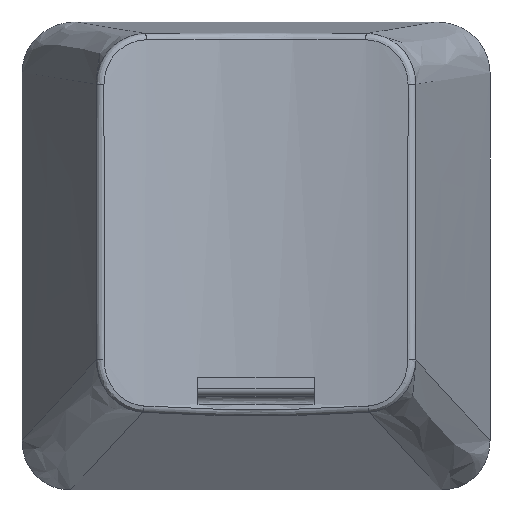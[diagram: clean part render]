
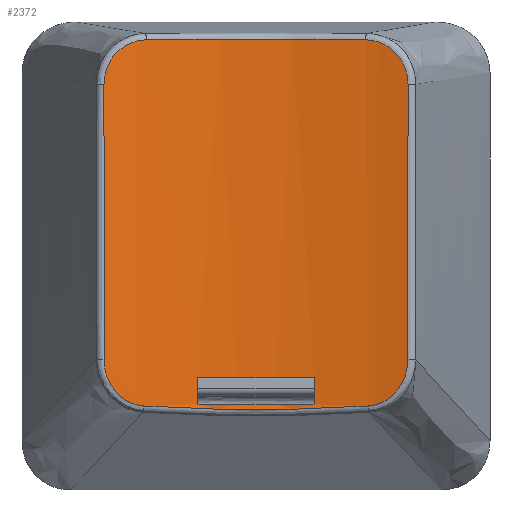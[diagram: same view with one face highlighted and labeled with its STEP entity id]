
A CAD part, top view. The second image highlights one B-rep face of the part: STEP entity #2372.
In plain terms, the highlighted cylindrical face has radius 22.493 mm (diameter 44.986 mm), a partial arc.
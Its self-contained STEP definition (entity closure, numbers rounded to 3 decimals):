
#43=FACE_BOUND('',#418,.T.);
#67=CIRCLE('',#2568,22.493);
#68=CIRCLE('',#2569,22.493);
#144=B_SPLINE_CURVE_WITH_KNOTS('',3,(#4157,#4158,#4159,#4160),
 .UNSPECIFIED.,.F.,.F.,(4,4),(-1.069,0.),.UNSPECIFIED.);
#152=B_SPLINE_CURVE_WITH_KNOTS('',3,(#4304,#4305,#4306,#4307),
 .UNSPECIFIED.,.F.,.F.,(4,4),(-1.069,0.),.UNSPECIFIED.);
#153=B_SPLINE_CURVE_WITH_KNOTS('',3,(#4313,#4314,#4315,#4316,#4317),
 .UNSPECIFIED.,.F.,.F.,(4,1,4),(0.,0.151,
0.264),.UNSPECIFIED.);
#154=B_SPLINE_CURVE_WITH_KNOTS('',3,(#4319,#4320,#4321,#4322,#4323),
 .UNSPECIFIED.,.F.,.F.,(4,1,4),(0.,0.116,0.271),
 .UNSPECIFIED.);
#155=B_SPLINE_CURVE_WITH_KNOTS('',3,(#4326,#4327,#4328,#4329,#4330),
 .UNSPECIFIED.,.F.,.F.,(4,1,4),(0.,0.116,0.271),
 .UNSPECIFIED.);
#156=B_SPLINE_CURVE_WITH_KNOTS('',3,(#4331,#4332,#4333,#4334,#4335),
 .UNSPECIFIED.,.F.,.F.,(4,1,4),(0.,0.113,0.264),
 .UNSPECIFIED.);
#199=CYLINDRICAL_SURFACE('',#2565,22.493);
#282=FACE_OUTER_BOUND('',#417,.T.);
#417=EDGE_LOOP('',(#1856,#1857,#1858,#1859,#1860,#1861,#1862,#1863));
#418=EDGE_LOOP('',(#1864,#1865,#1866,#1867));
#595=LINE('',#4340,#779);
#596=LINE('',#4343,#780);
#779=VECTOR('',#2987,10.);
#780=VECTOR('',#2990,10.);
#889=ELLIPSE('',#2566,23.506,22.493);
#890=ELLIPSE('',#2567,22.582,22.493);
#1049=VERTEX_POINT('',#4155);
#1050=VERTEX_POINT('',#4156);
#1058=VERTEX_POINT('',#4301);
#1059=VERTEX_POINT('',#4303);
#1060=VERTEX_POINT('',#4310);
#1061=VERTEX_POINT('',#4311);
#1062=VERTEX_POINT('',#4318);
#1063=VERTEX_POINT('',#4324);
#1064=VERTEX_POINT('',#4336);
#1065=VERTEX_POINT('',#4337);
#1066=VERTEX_POINT('',#4339);
#1067=VERTEX_POINT('',#4341);
#1350=EDGE_CURVE('',#1049,#1050,#144,.T.);
#1362=EDGE_CURVE('',#1058,#1059,#152,.T.);
#1364=EDGE_CURVE('',#1060,#1061,#889,.T.);
#1365=EDGE_CURVE('',#1050,#1060,#153,.T.);
#1366=EDGE_CURVE('',#1062,#1049,#154,.T.);
#1367=EDGE_CURVE('',#1063,#1062,#890,.T.);
#1368=EDGE_CURVE('',#1059,#1063,#155,.T.);
#1369=EDGE_CURVE('',#1061,#1058,#156,.T.);
#1370=EDGE_CURVE('',#1064,#1065,#67,.T.);
#1371=EDGE_CURVE('',#1064,#1066,#595,.T.);
#1372=EDGE_CURVE('',#1066,#1067,#68,.T.);
#1373=EDGE_CURVE('',#1067,#1065,#596,.T.);
#1856=ORIENTED_EDGE('',*,*,#1364,.F.);
#1857=ORIENTED_EDGE('',*,*,#1365,.F.);
#1858=ORIENTED_EDGE('',*,*,#1350,.F.);
#1859=ORIENTED_EDGE('',*,*,#1366,.F.);
#1860=ORIENTED_EDGE('',*,*,#1367,.F.);
#1861=ORIENTED_EDGE('',*,*,#1368,.F.);
#1862=ORIENTED_EDGE('',*,*,#1362,.F.);
#1863=ORIENTED_EDGE('',*,*,#1369,.F.);
#1864=ORIENTED_EDGE('',*,*,#1370,.F.);
#1865=ORIENTED_EDGE('',*,*,#1371,.T.);
#1866=ORIENTED_EDGE('',*,*,#1372,.T.);
#1867=ORIENTED_EDGE('',*,*,#1373,.T.);
#2372=ADVANCED_FACE('',(#282,#43),#199,.F.);
#2565=AXIS2_PLACEMENT_3D('',#4309,#2979,#2980);
#2566=AXIS2_PLACEMENT_3D('',#4312,#2981,#2982);
#2567=AXIS2_PLACEMENT_3D('',#4325,#2983,#2984);
#2568=AXIS2_PLACEMENT_3D('',#4338,#2985,#2986);
#2569=AXIS2_PLACEMENT_3D('',#4342,#2988,#2989);
#2979=DIRECTION('center_axis',(0.,0.999,-0.033));
#2980=DIRECTION('ref_axis',(0.,-0.033,-0.999));
#2981=DIRECTION('center_axis',(0.,0.947,-0.321));
#2982=DIRECTION('ref_axis',(0.,-0.321,-0.947));
#2983=DIRECTION('center_axis',(0.,-0.998,
-0.056));
#2984=DIRECTION('ref_axis',(0.,0.056,-0.998));
#2985=DIRECTION('center_axis',(0.,-0.999,0.033));
#2986=DIRECTION('ref_axis',(0.,-0.033,-0.999));
#2987=DIRECTION('',(0.,0.999,-0.033));
#2988=DIRECTION('center_axis',(0.,-0.999,0.033));
#2989=DIRECTION('ref_axis',(0.,0.033,0.999));
#2990=DIRECTION('',(0.,-0.999,0.033));
#4155=CARTESIAN_POINT('',(5.895,6.64,7.849));
#4156=CARTESIAN_POINT('',(5.892,-4.04,8.196));
#4157=CARTESIAN_POINT('Ctrl Pts',(5.895,6.64,7.849));
#4158=CARTESIAN_POINT('Ctrl Pts',(5.894,3.08,7.965));
#4159=CARTESIAN_POINT('Ctrl Pts',(5.893,-0.48,8.08));
#4160=CARTESIAN_POINT('Ctrl Pts',(5.892,-4.04,8.196));
#4301=CARTESIAN_POINT('',(-5.892,-4.04,8.196));
#4303=CARTESIAN_POINT('',(-5.895,6.64,7.849));
#4304=CARTESIAN_POINT('Ctrl Pts',(-5.892,-4.04,8.196));
#4305=CARTESIAN_POINT('Ctrl Pts',(-5.893,-0.48,
8.08));
#4306=CARTESIAN_POINT('Ctrl Pts',(-5.894,3.08,7.965));
#4307=CARTESIAN_POINT('Ctrl Pts',(-5.895,6.64,7.849));
#4309=CARTESIAN_POINT('Origin',(0.,-8.059,
30.045));
#4310=CARTESIAN_POINT('',(4.346,-5.832,7.892));
#4311=CARTESIAN_POINT('',(-4.346,-5.832,7.892));
#4312=CARTESIAN_POINT('Origin',(0.,1.578,29.732));
#4313=CARTESIAN_POINT('Ctrl Pts',(5.892,-4.04,8.196));
#4314=CARTESIAN_POINT('Ctrl Pts',(5.892,-4.543,8.212));
#4315=CARTESIAN_POINT('Ctrl Pts',(5.54,-5.43,8.141));
#4316=CARTESIAN_POINT('Ctrl Pts',(4.712,-5.808,7.964));
#4317=CARTESIAN_POINT('Ctrl Pts',(4.346,-5.832,7.892));
#4318=CARTESIAN_POINT('',(4.249,8.37,7.411));
#4319=CARTESIAN_POINT('Ctrl Pts',(4.249,8.37,7.411));
#4320=CARTESIAN_POINT('Ctrl Pts',(4.624,8.366,7.484));
#4321=CARTESIAN_POINT('Ctrl Pts',(5.492,8.046,7.689));
#4322=CARTESIAN_POINT('Ctrl Pts',(5.896,7.155,7.833));
#4323=CARTESIAN_POINT('Ctrl Pts',(5.895,6.64,7.849));
#4324=CARTESIAN_POINT('',(-4.249,8.37,7.411));
#4325=CARTESIAN_POINT('Origin',(0.,7.126,29.552));
#4326=CARTESIAN_POINT('Ctrl Pts',(-5.895,6.64,7.849));
#4327=CARTESIAN_POINT('Ctrl Pts',(-5.896,7.026,7.837));
#4328=CARTESIAN_POINT('Ctrl Pts',(-5.603,7.929,7.724));
#4329=CARTESIAN_POINT('Ctrl Pts',(-4.75,8.365,7.508));
#4330=CARTESIAN_POINT('Ctrl Pts',(-4.249,8.37,7.411));
#4331=CARTESIAN_POINT('Ctrl Pts',(-4.346,-5.832,7.892));
#4332=CARTESIAN_POINT('Ctrl Pts',(-4.712,-5.808,7.964));
#4333=CARTESIAN_POINT('Ctrl Pts',(-5.54,-5.43,8.141));
#4334=CARTESIAN_POINT('Ctrl Pts',(-5.892,-4.543,8.212));
#4335=CARTESIAN_POINT('Ctrl Pts',(-5.892,-4.04,8.196));
#4336=CARTESIAN_POINT('',(-2.25,-5.765,7.579));
#4337=CARTESIAN_POINT('',(2.25,-5.765,7.579));
#4338=CARTESIAN_POINT('Origin',(0.,-5.038,
29.947));
#4339=CARTESIAN_POINT('',(-2.25,-4.766,7.546));
#4340=CARTESIAN_POINT('',(-2.25,-8.786,7.677));
#4341=CARTESIAN_POINT('',(2.25,-4.766,7.546));
#4342=CARTESIAN_POINT('Origin',(0.,-4.038,
29.915));
#4343=CARTESIAN_POINT('',(2.25,-8.786,7.677));
